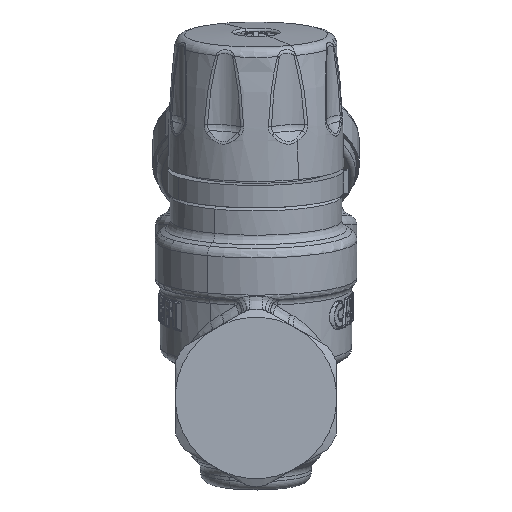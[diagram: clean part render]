
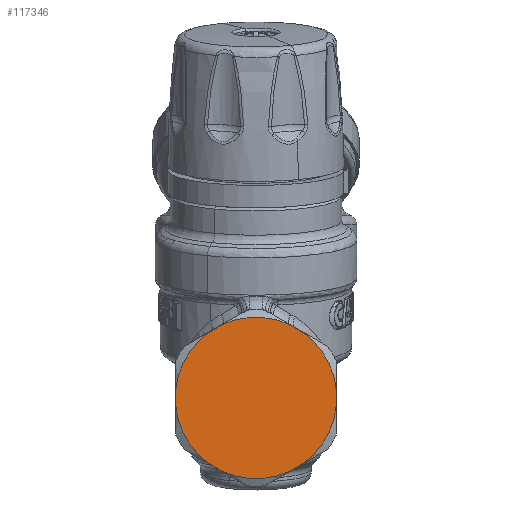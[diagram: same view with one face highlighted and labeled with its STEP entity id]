
A CAD part, front view. The second image highlights one B-rep face of the part: STEP entity #117346.
In plain terms, the highlighted planar face has unit normal (0, -1, 0).
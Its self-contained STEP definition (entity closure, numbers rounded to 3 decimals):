
#8455=CARTESIAN_POINT('Vertex',(15.942,-77.611,26.435)) ;
#8458=CARTESIAN_POINT('Line Origine',(15.942,-77.611,24.887)) ;
#8462=CARTESIAN_POINT('Vertex',(15.942,-77.611,23.34)) ;
#9081=CARTESIAN_POINT('Vertex',(6.639,-77.611,39.452)) ;
#9084=CARTESIAN_POINT('Line Origine',(7.979,-77.611,38.679)) ;
#9088=CARTESIAN_POINT('Vertex',(9.32,-77.611,37.905)) ;
#9564=CARTESIAN_POINT('Vertex',(-9.286,-77.611,37.905)) ;
#9567=CARTESIAN_POINT('Line Origine',(-7.946,-77.611,38.679)) ;
#9571=CARTESIAN_POINT('Vertex',(-6.605,-77.611,39.452)) ;
#9993=CARTESIAN_POINT('Vertex',(-15.908,-77.611,23.34)) ;
#9996=CARTESIAN_POINT('Line Origine',(-15.908,-77.611,24.887)) ;
#10000=CARTESIAN_POINT('Vertex',(-15.908,-77.611,26.435)) ;
#10648=CARTESIAN_POINT('Vertex',(-6.605,-77.611,10.322)) ;
#10651=CARTESIAN_POINT('Line Origine',(-7.946,-77.611,11.096)) ;
#10655=CARTESIAN_POINT('Vertex',(-9.286,-77.611,11.869)) ;
#11303=CARTESIAN_POINT('Vertex',(9.32,-77.611,11.869)) ;
#11306=CARTESIAN_POINT('Line Origine',(7.979,-77.611,11.096)) ;
#11310=CARTESIAN_POINT('Vertex',(6.639,-77.611,10.322)) ;
#117297=CARTESIAN_POINT('Axis2P3D Location',(0.017,-77.611,40.887)) ;
#117302=CARTESIAN_POINT('Axis2P3D Location',(0.017,-77.611,24.887)) ;
#117307=CARTESIAN_POINT('Axis2P3D Location',(0.017,-77.611,24.887)) ;
#117312=CARTESIAN_POINT('Axis2P3D Location',(0.017,-77.611,24.887)) ;
#117317=CARTESIAN_POINT('Axis2P3D Location',(0.017,-77.611,24.887)) ;
#117322=CARTESIAN_POINT('Axis2P3D Location',(0.017,-77.611,24.887)) ;
#117327=CARTESIAN_POINT('Axis2P3D Location',(0.017,-77.611,24.887)) ;
#8459=DIRECTION('Vector Direction',(0.,0.,1.)) ;
#9085=DIRECTION('Vector Direction',(0.866,0.,-0.5)) ;
#9568=DIRECTION('Vector Direction',(-0.866,0.,-0.5)) ;
#9997=DIRECTION('Vector Direction',(0.,0.,-1.)) ;
#10652=DIRECTION('Vector Direction',(-0.866,0.,0.5)) ;
#11307=DIRECTION('Vector Direction',(0.866,0.,0.5)) ;
#117298=DIRECTION('Axis2P3D Direction',(0.,-1.,0.)) ;
#117299=DIRECTION('Axis2P3D XDirection',(1.,0.,0.)) ;
#117303=DIRECTION('Axis2P3D Direction',(0.,-1.,0.)) ;
#117308=DIRECTION('Axis2P3D Direction',(0.,-1.,0.)) ;
#117313=DIRECTION('Axis2P3D Direction',(0.,-1.,0.)) ;
#117318=DIRECTION('Axis2P3D Direction',(0.,-1.,0.)) ;
#117323=DIRECTION('Axis2P3D Direction',(0.,-1.,0.)) ;
#117328=DIRECTION('Axis2P3D Direction',(0.,-1.,0.)) ;
#117300=AXIS2_PLACEMENT_3D('Plane Axis2P3D',#117297,#117298,#117299) ;
#117304=AXIS2_PLACEMENT_3D('Circle Axis2P3D',#117302,#117303,$) ;
#117309=AXIS2_PLACEMENT_3D('Circle Axis2P3D',#117307,#117308,$) ;
#117314=AXIS2_PLACEMENT_3D('Circle Axis2P3D',#117312,#117313,$) ;
#117319=AXIS2_PLACEMENT_3D('Circle Axis2P3D',#117317,#117318,$) ;
#117324=AXIS2_PLACEMENT_3D('Circle Axis2P3D',#117322,#117323,$) ;
#117329=AXIS2_PLACEMENT_3D('Circle Axis2P3D',#117327,#117328,$) ;
#117333=ORIENTED_EDGE('',*,*,#8464,.T.) ;
#117334=ORIENTED_EDGE('',*,*,#117306,.T.) ;
#117335=ORIENTED_EDGE('',*,*,#9090,.F.) ;
#117336=ORIENTED_EDGE('',*,*,#117311,.T.) ;
#117337=ORIENTED_EDGE('',*,*,#9573,.T.) ;
#117338=ORIENTED_EDGE('',*,*,#117316,.T.) ;
#117339=ORIENTED_EDGE('',*,*,#10002,.T.) ;
#117340=ORIENTED_EDGE('',*,*,#117321,.T.) ;
#117341=ORIENTED_EDGE('',*,*,#10657,.F.) ;
#117342=ORIENTED_EDGE('',*,*,#117326,.T.) ;
#117343=ORIENTED_EDGE('',*,*,#11312,.T.) ;
#117344=ORIENTED_EDGE('',*,*,#117331,.T.) ;
#8460=VECTOR('Line Direction',#8459,1.) ;
#9086=VECTOR('Line Direction',#9085,1.) ;
#9569=VECTOR('Line Direction',#9568,1.) ;
#9998=VECTOR('Line Direction',#9997,1.) ;
#10653=VECTOR('Line Direction',#10652,1.) ;
#11308=VECTOR('Line Direction',#11307,1.) ;
#117346=ADVANCED_FACE('PartBody',(#117345),#117301,.T.) ;
#117305=CIRCLE('generated circle',#117304,16.) ;
#117310=CIRCLE('generated circle',#117309,16.) ;
#117315=CIRCLE('generated circle',#117314,16.) ;
#117320=CIRCLE('generated circle',#117319,16.) ;
#117325=CIRCLE('generated circle',#117324,16.) ;
#117330=CIRCLE('generated circle',#117329,16.) ;
#8464=EDGE_CURVE('',#8463,#8456,#8461,.T.) ;
#9090=EDGE_CURVE('',#9082,#9089,#9087,.T.) ;
#9573=EDGE_CURVE('',#9572,#9565,#9570,.T.) ;
#10002=EDGE_CURVE('',#10001,#9994,#9999,.T.) ;
#10657=EDGE_CURVE('',#10649,#10656,#10654,.T.) ;
#11312=EDGE_CURVE('',#11311,#11304,#11309,.T.) ;
#117306=EDGE_CURVE('',#8456,#9089,#117305,.T.) ;
#117311=EDGE_CURVE('',#9082,#9572,#117310,.T.) ;
#117316=EDGE_CURVE('',#9565,#10001,#117315,.T.) ;
#117321=EDGE_CURVE('',#9994,#10656,#117320,.T.) ;
#117326=EDGE_CURVE('',#10649,#11311,#117325,.T.) ;
#117331=EDGE_CURVE('',#11304,#8463,#117330,.T.) ;
#117332=EDGE_LOOP('',(#117333,#117334,#117335,#117336,#117337,#117338,#117339,#117340,#117341,#117342,#117343,#117344)) ;
#117345=FACE_OUTER_BOUND('',#117332,.T.) ;
#8461=LINE('Line',#8458,#8460) ;
#9087=LINE('Line',#9084,#9086) ;
#9570=LINE('Line',#9567,#9569) ;
#9999=LINE('Line',#9996,#9998) ;
#10654=LINE('Line',#10651,#10653) ;
#11309=LINE('Line',#11306,#11308) ;
#117301=PLANE('',#117300) ;
#8456=VERTEX_POINT('',#8455) ;
#8463=VERTEX_POINT('',#8462) ;
#9082=VERTEX_POINT('',#9081) ;
#9089=VERTEX_POINT('',#9088) ;
#9565=VERTEX_POINT('',#9564) ;
#9572=VERTEX_POINT('',#9571) ;
#9994=VERTEX_POINT('',#9993) ;
#10001=VERTEX_POINT('',#10000) ;
#10649=VERTEX_POINT('',#10648) ;
#10656=VERTEX_POINT('',#10655) ;
#11304=VERTEX_POINT('',#11303) ;
#11311=VERTEX_POINT('',#11310) ;
